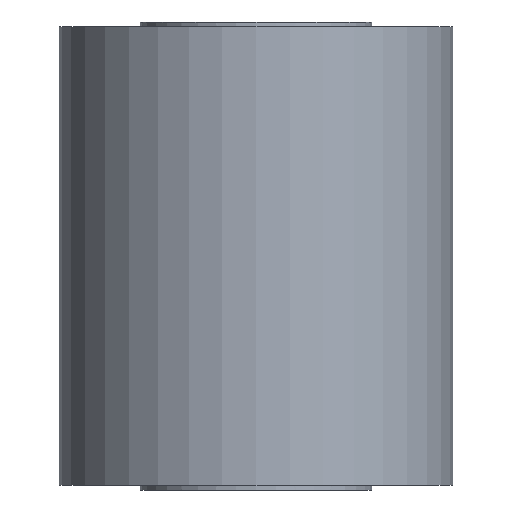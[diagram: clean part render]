
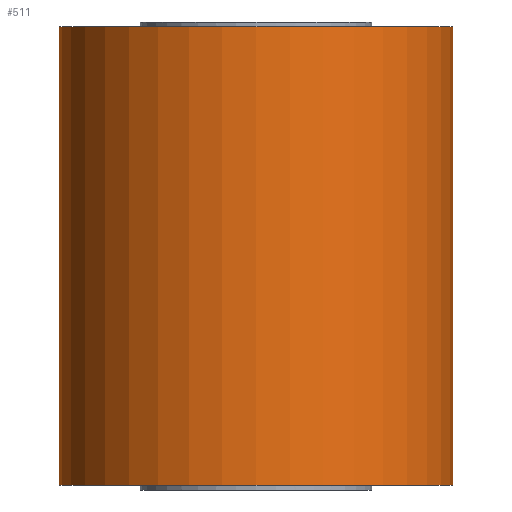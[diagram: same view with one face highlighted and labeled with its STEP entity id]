
A CAD part, front view. The second image highlights one B-rep face of the part: STEP entity #511.
In plain terms, the highlighted cylindrical face has radius 21.25 mm (diameter 42.5 mm), a partial arc.
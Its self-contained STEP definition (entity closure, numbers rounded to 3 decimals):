
#105 = VECTOR ( 'NONE', #519, 1000. ) ;
#113 = DIRECTION ( 'NONE',  ( 1., 0., 0. ) ) ;
#306 = CIRCLE ( 'NONE', #1490, 21.25 ) ;
#331 = CARTESIAN_POINT ( 'NONE',  ( 21.25, 0., 74.207 ) ) ;
#361 = ORIENTED_EDGE ( 'NONE', *, *, #1060, .T. ) ;
#375 = EDGE_CURVE ( 'NONE', #410, #1815, #1483, .T. ) ;
#401 = EDGE_LOOP ( 'NONE', ( #682, #361, #1294, #704 ) ) ;
#410 = VERTEX_POINT ( 'NONE', #2058 ) ;
#511 = ADVANCED_FACE ( 'NONE', ( #570 ), #1230, .T. ) ;
#519 = DIRECTION ( 'NONE',  ( 0., 0., 1. ) ) ;
#570 = FACE_OUTER_BOUND ( 'NONE', #401, .T. ) ;
#682 = ORIENTED_EDGE ( 'NONE', *, *, #1564, .F. ) ;
#704 = ORIENTED_EDGE ( 'NONE', *, *, #375, .F. ) ;
#730 = CARTESIAN_POINT ( 'NONE',  ( 0., 0., 74.207 ) ) ;
#830 = LINE ( 'NONE', #331, #1811 ) ;
#843 = LINE ( 'NONE', #1722, #105 ) ;
#851 = DIRECTION ( 'NONE',  ( 0., 0., 1. ) ) ;
#983 = DIRECTION ( 'NONE',  ( 0., 0., 1. ) ) ;
#1060 = EDGE_CURVE ( 'NONE', #1641, #1554, #306, .T. ) ;
#1203 = AXIS2_PLACEMENT_3D ( 'NONE', #1960, #983, #2134 ) ;
#1220 = DIRECTION ( 'NONE',  ( 1., 0., 0. ) ) ;
#1230 = CYLINDRICAL_SURFACE ( 'NONE', #1610, 21.25 ) ;
#1294 = ORIENTED_EDGE ( 'NONE', *, *, #1733, .T. ) ;
#1324 = CARTESIAN_POINT ( 'NONE',  ( 21.25, 0., 24.75 ) ) ;
#1399 = DIRECTION ( 'NONE',  ( 0., 0., 1. ) ) ;
#1483 = CIRCLE ( 'NONE', #1203, 21.25 ) ;
#1490 = AXIS2_PLACEMENT_3D ( 'NONE', #1603, #1916, #113 ) ;
#1554 = VERTEX_POINT ( 'NONE', #2044 ) ;
#1564 = EDGE_CURVE ( 'NONE', #1641, #410, #843, .T. ) ;
#1603 = CARTESIAN_POINT ( 'NONE',  ( 0., 0., -24.75 ) ) ;
#1610 = AXIS2_PLACEMENT_3D ( 'NONE', #730, #1399, #1220 ) ;
#1641 = VERTEX_POINT ( 'NONE', #1800 ) ;
#1722 = CARTESIAN_POINT ( 'NONE',  ( -21.25, 0., 74.207 ) ) ;
#1733 = EDGE_CURVE ( 'NONE', #1554, #1815, #830, .T. ) ;
#1800 = CARTESIAN_POINT ( 'NONE',  ( -21.25, 0., -24.75 ) ) ;
#1811 = VECTOR ( 'NONE', #851, 1000. ) ;
#1815 = VERTEX_POINT ( 'NONE', #1324 ) ;
#1916 = DIRECTION ( 'NONE',  ( 0., 0., 1. ) ) ;
#1960 = CARTESIAN_POINT ( 'NONE',  ( 0., 0., 24.75 ) ) ;
#2044 = CARTESIAN_POINT ( 'NONE',  ( 21.25, 0., -24.75 ) ) ;
#2058 = CARTESIAN_POINT ( 'NONE',  ( -21.25, 0., 24.75 ) ) ;
#2134 = DIRECTION ( 'NONE',  ( 1., 0., 0. ) ) ;
